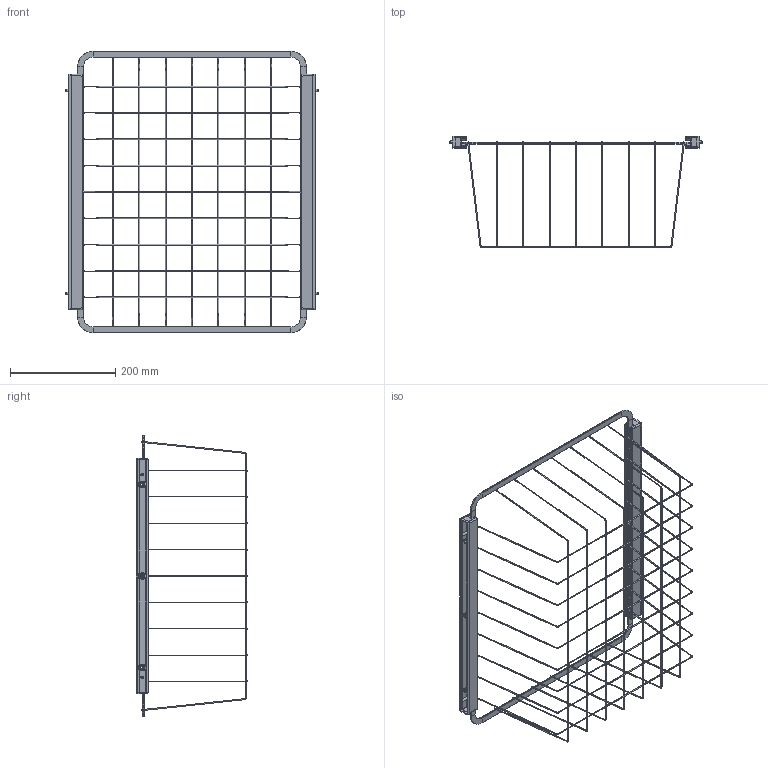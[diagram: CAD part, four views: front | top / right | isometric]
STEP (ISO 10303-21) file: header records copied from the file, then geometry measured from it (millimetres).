
FILE_DESCRIPTION (( 'STEP AP203' ), '1' );
FILE_NAME ('LM283+LM214.STEP', '2023-03-07T07:45:27', ( '' ), ( '' ), 'SwSTEP 2.0', 'SolidWorks 2021', '' );
FILE_SCHEMA (( 'CONFIG_CONTROL_DESIGN' ));
Length unit declared in the file: millimetre
Products named in the file (4): 11291; 10122_Default<As Machined>; LM283+LM214; 11292_Default<As Machined>
Assembly tree (4 placements, depth 2):
  LM283+LM214
    10122_Default<As Machined>
    11292_Default<As Machined>  x2
    11291
Bounding box: 479 x 211 x 535 mm (x, y, z)
Volume: 369917.9 mm3; surface area: 434826.5 mm2
Topology: 31 solids, 31 shells, 886 faces, 2120 edges, 1256 vertices
Faces by surface type: cylinder 386, plane 218, torus 134, bspline 68, cone 44, sphere 36
Entity records: 20804 total; most frequent: CARTESIAN_POINT 4433, DIRECTION 3660, ORIENTED_EDGE 3236, EDGE_CURVE 1618, AXIS2_PLACEMENT_3D 1535, VERTEX_POINT 972, CIRCLE 868, EDGE_LOOP 712
